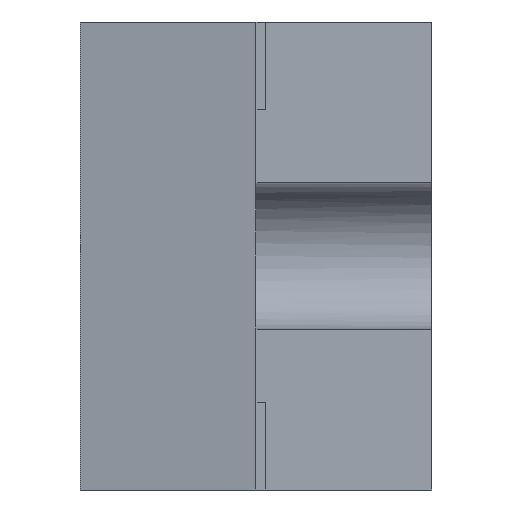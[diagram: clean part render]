
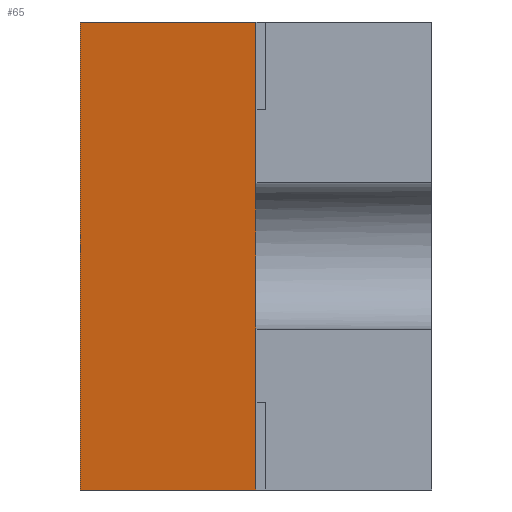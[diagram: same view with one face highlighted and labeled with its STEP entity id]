
A CAD part, left-side view. The second image highlights one B-rep face of the part: STEP entity #65.
In plain terms, the highlighted planar face has unit normal (-0.985, 0.171, 0).
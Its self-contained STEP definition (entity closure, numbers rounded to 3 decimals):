
#16 = DIRECTION ( 'NONE',  ( -0.985, 0.171, 0. ) ) ;
#65 = ADVANCED_FACE ( 'NONE', ( #364 ), #1263, .T. ) ;
#267 = DIRECTION ( 'NONE',  ( 0.171, 0.985, 0. ) ) ;
#292 = EDGE_CURVE ( 'NONE', #981, #748, #1676, .T. ) ;
#312 = VECTOR ( 'NONE', #877, 1000. ) ;
#364 = FACE_OUTER_BOUND ( 'NONE', #992, .T. ) ;
#403 = VECTOR ( 'NONE', #948, 1000. ) ;
#457 = ORIENTED_EDGE ( 'NONE', *, *, #292, .F. ) ;
#498 = CARTESIAN_POINT ( 'NONE',  ( -0.552, 0., 0.4 ) ) ;
#556 = EDGE_CURVE ( 'NONE', #1026, #748, #1332, .T. ) ;
#578 = DIRECTION ( 'NONE',  ( -0.171, -0.985, 0. ) ) ;
#652 = CARTESIAN_POINT ( 'NONE',  ( -0.5, 0.3, 0.4 ) ) ;
#703 = ORIENTED_EDGE ( 'NONE', *, *, #1152, .F. ) ;
#714 = EDGE_CURVE ( 'NONE', #1652, #1026, #1767, .T. ) ;
#735 = VECTOR ( 'NONE', #1048, 1000. ) ;
#748 = VERTEX_POINT ( 'NONE', #1084 ) ;
#877 = DIRECTION ( 'NONE',  ( 0.171, 0.985, 0. ) ) ;
#948 = DIRECTION ( 'NONE',  ( 0., 0., -1. ) ) ;
#957 = CARTESIAN_POINT ( 'NONE',  ( -0.536, 0.093, 0.4 ) ) ;
#975 = CARTESIAN_POINT ( 'NONE',  ( -0.552, 0., -0.4 ) ) ;
#981 = VERTEX_POINT ( 'NONE', #975 ) ;
#992 = EDGE_LOOP ( 'NONE', ( #457, #703, #1296, #1265 ) ) ;
#994 = CARTESIAN_POINT ( 'NONE',  ( -0.536, 0.093, -0.4 ) ) ;
#1002 = AXIS2_PLACEMENT_3D ( 'NONE', #957, #16, #578 ) ;
#1026 = VERTEX_POINT ( 'NONE', #1424 ) ;
#1048 = DIRECTION ( 'NONE',  ( 0., 0., -1. ) ) ;
#1084 = CARTESIAN_POINT ( 'NONE',  ( -0.5, 0.3, -0.4 ) ) ;
#1152 = EDGE_CURVE ( 'NONE', #1652, #981, #1545, .T. ) ;
#1220 = CARTESIAN_POINT ( 'NONE',  ( -0.536, 0.093, 0.4 ) ) ;
#1222 = CARTESIAN_POINT ( 'NONE',  ( -0.552, 0., 0.4 ) ) ;
#1263 = PLANE ( 'NONE',  #1002 ) ;
#1265 = ORIENTED_EDGE ( 'NONE', *, *, #556, .T. ) ;
#1296 = ORIENTED_EDGE ( 'NONE', *, *, #714, .T. ) ;
#1332 = LINE ( 'NONE', #652, #735 ) ;
#1376 = VECTOR ( 'NONE', #267, 1000. ) ;
#1424 = CARTESIAN_POINT ( 'NONE',  ( -0.5, 0.3, 0.4 ) ) ;
#1545 = LINE ( 'NONE', #1222, #403 ) ;
#1652 = VERTEX_POINT ( 'NONE', #498 ) ;
#1676 = LINE ( 'NONE', #994, #312 ) ;
#1767 = LINE ( 'NONE', #1220, #1376 ) ;
